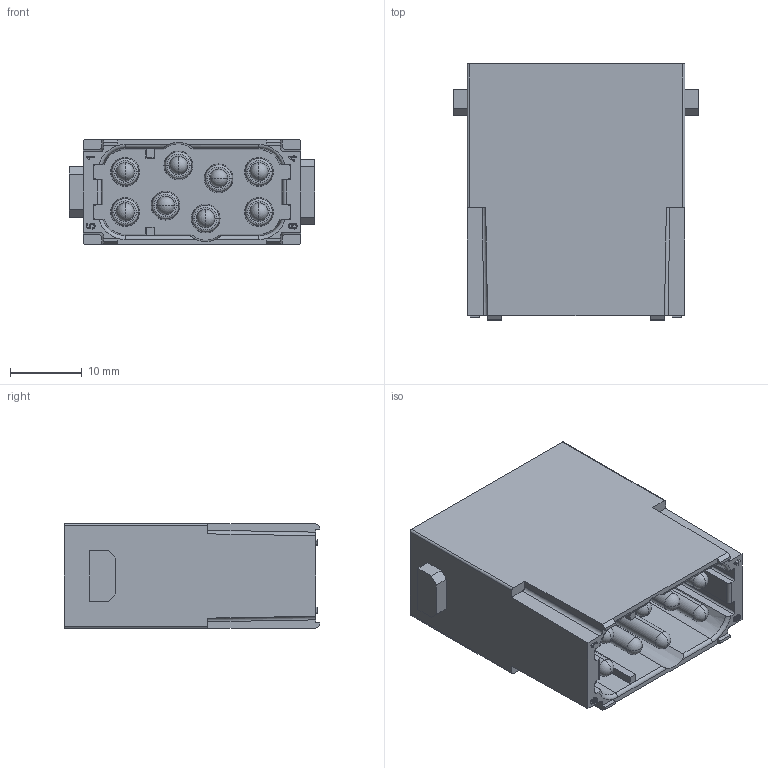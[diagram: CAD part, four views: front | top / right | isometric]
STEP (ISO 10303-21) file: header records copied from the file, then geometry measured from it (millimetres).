
FILE_DESCRIPTION(/* description */ (''),/* implementation_level */ '2;1');
FILE_NAME(/* name */ '3D_1290080010001_HMEE-008-MQ_V1.0_stp.stp',/* time_stamp */ '2024-02-04T14:36:36+08:00',/* author */ (''),/* organization */ (''),/* preprocessor_version */ 'ST-DEVELOPER v18.1',/* originating_system */ 'SIEMENS PLM Software NX 1980',/* authorisation */ '');
FILE_SCHEMA (('AUTOMOTIVE_DESIGN { 1 0 10303 214 3 1 1 1 }'));
Length unit declared in the file: millimetre
Products named in the file (1): 1318193024BDb6v6
Bounding box: 34.2 x 35.6 x 14.6 mm (x, y, z)
Volume: 10968.9 mm3; surface area: 7424.8 mm2
Topology: 1 solids, 1 shells, 739 faces, 2053 edges, 1342 vertices
Faces by surface type: plane 378, cylinder 284, torus 28, cone 22, sphere 16, extrusion 11
Entity records: 28932 total; most frequent: CARTESIAN_POINT 5863, ORIENTED_EDGE 4074, DIRECTION 3488, EDGE_CURVE 2037, VERTEX_POINT 1342, AXIS2_PLACEMENT_3D 1177, VECTOR 1134, LINE 1123
